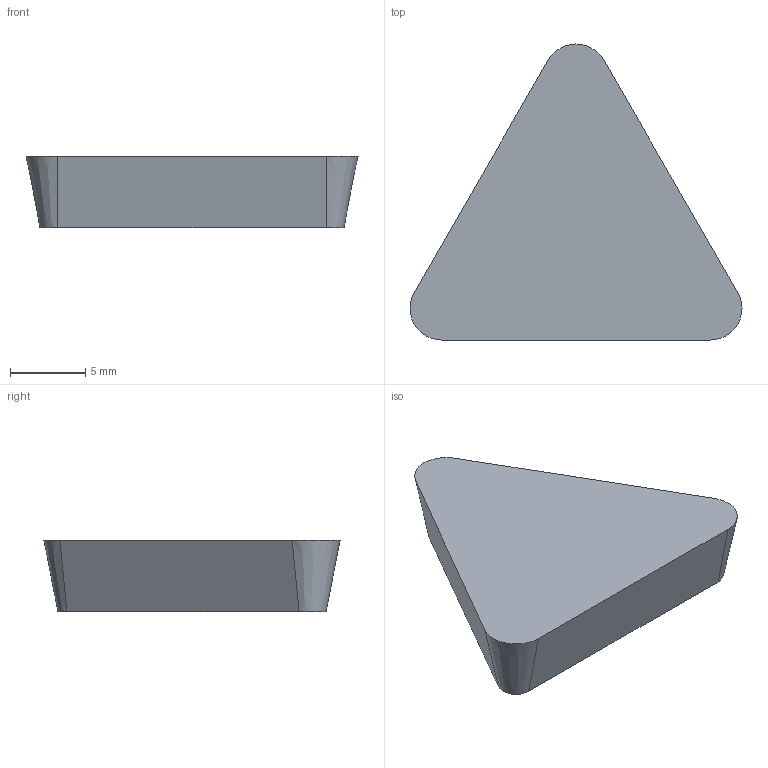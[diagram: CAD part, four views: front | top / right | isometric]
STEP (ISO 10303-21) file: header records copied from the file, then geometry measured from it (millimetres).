
FILE_DESCRIPTION((''),'2;1');
FILE_NAME('TP220412N','2024-08-11T10:35:42',('tlyaf08'),('PTC Japan'),'CREO PARAMETRIC BY PTC INC, 2021424','CREO PARAMETRIC BY PTC INC, 2021424','');
FILE_SCHEMA(('AUTOMOTIVE_DESIGN { 1 0 10303 214 1 1 1 1 }'));
Length unit declared in the file: millimetre
Products named in the file (1): TP220412N
Bounding box: 22.09 x 19.7 x 4.76 mm (x, y, z)
Volume: 1122 mm3; surface area: 782.5 mm2
Topology: 1 solids, 1 shells, 8 faces, 24 edges, 18 vertices
Faces by surface type: plane 5, cone 3
Entity records: 376 total; most frequent: DIRECTION 55, CARTESIAN_POINT 49, ORIENTED_EDGE 36, AXIS2_PLACEMENT_3D 20, EDGE_CURVE 18, VECTOR 15, LINE 15, COLOUR_RGB 14
